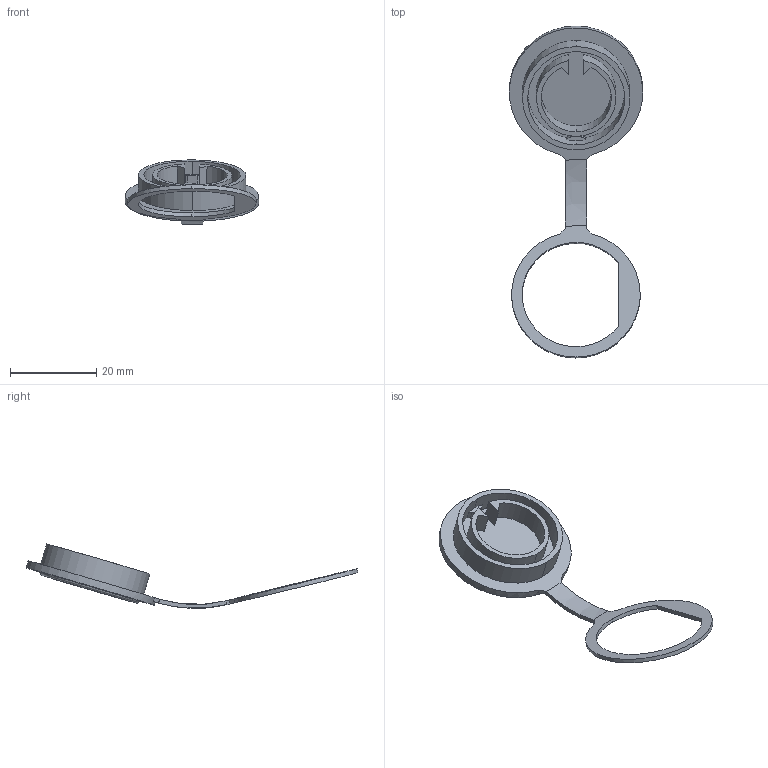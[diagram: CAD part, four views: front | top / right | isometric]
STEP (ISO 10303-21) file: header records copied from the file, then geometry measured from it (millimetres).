
FILE_DESCRIPTION (( 'STEP AP203' ), '1' );
FILE_NAME ('14295T.STEP', '2013-09-09T15:23:36', ( 'J0FPBF1' ), ( '' ), 'SwSTEP 2.0', 'SolidWorks 2012', '' );
FILE_SCHEMA (( 'CONFIG_CONTROL_DESIGN' ));
Length unit declared in the file: inch
Products named in the file (1): 14295T
Bounding box: 30.99 x 76.99 x 14.89 mm (x, y, z)
Volume: 2400.4 mm3; surface area: 3922.1 mm2
Topology: 1 solids, 1 shells, 110 faces, 281 edges, 182 vertices
Faces by surface type: plane 61, cylinder 19, bspline 18, torus 12
Entity records: 3901 total; most frequent: CARTESIAN_POINT 1199, ORIENTED_EDGE 562, DIRECTION 508, EDGE_CURVE 281, VERTEX_POINT 182, LINE 178, VECTOR 178, AXIS2_PLACEMENT_3D 165
